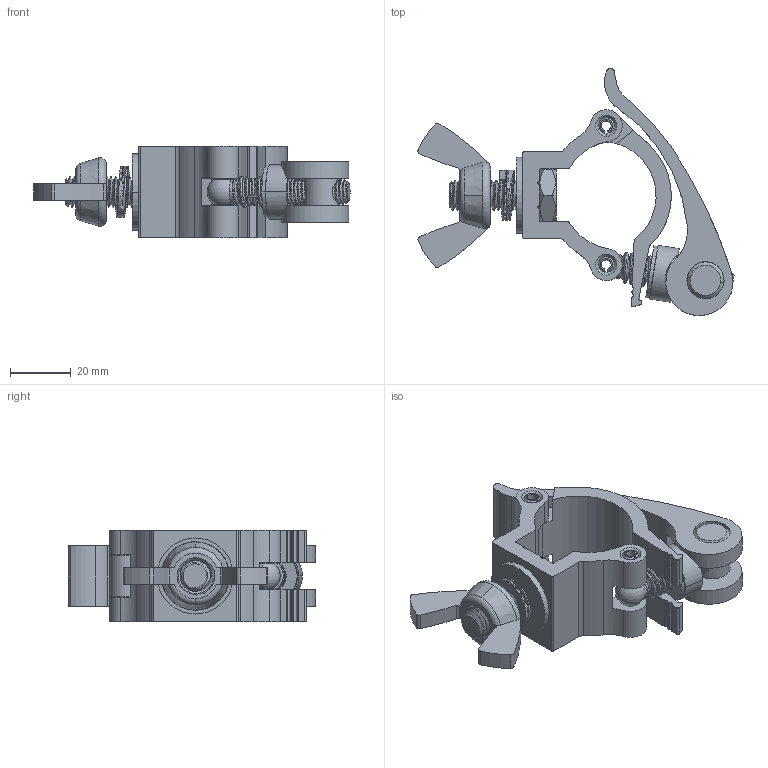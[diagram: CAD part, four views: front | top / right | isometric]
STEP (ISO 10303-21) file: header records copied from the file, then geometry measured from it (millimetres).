
FILE_DESCRIPTION(/* description */ ('35mm Quick Release Clamp for Truss or Tubing'),/* implementation_level */ '2;1');
FILE_NAME(/* name */ 'EVT35C-AJQ.step',/* time_stamp */ '2024-01-22T15:55:25-08:00',/* author */ (''),/* organization */ (''),/* preprocessor_version */ 'ST-DEVELOPER v20',/* originating_system */ 'Autodesk Translation Framework v12.14.0.127',/* authorisation */ '');
FILE_SCHEMA (('AUTOMOTIVE_DESIGN { 1 0 10303 214 3 1 1 }'));
Products named in the file (2): EVT35C-AJQ; EVT35C-AJQ_1
Assembly tree (1 placements, depth 2):
  EVT35C-AJQ
    EVT35C-AJQ_1
Bounding box: 103.82 x 81.15 x 30 mm (x, y, z)
Volume: 46419.2 mm3; surface area: 31329.2 mm2
Topology: 14 solids, 14 shells, 631 faces, 1751 edges, 1153 vertices
Faces by surface type: plane 271, cylinder 243, bspline 70, cone 37, torus 8, sphere 2
Entity records: 38771 total; most frequent: CARTESIAN_POINT 23380, ORIENTED_EDGE 3502, DIRECTION 2717, EDGE_CURVE 1751, VERTEX_POINT 1153, LINE 975, VECTOR 975, AXIS2_PLACEMENT_3D 871
